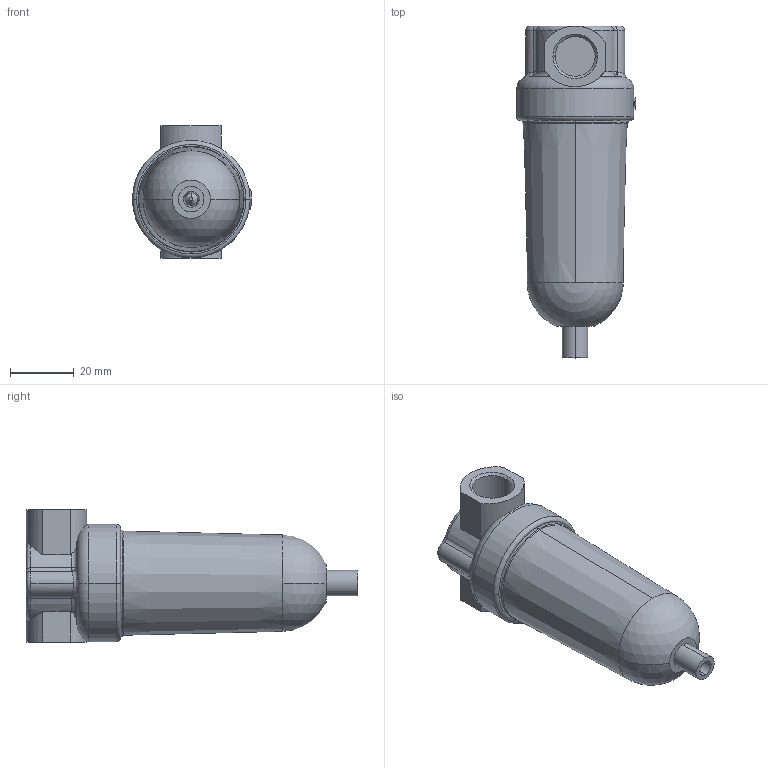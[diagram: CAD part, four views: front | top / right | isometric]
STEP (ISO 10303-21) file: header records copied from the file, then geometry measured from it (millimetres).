
FILE_DESCRIPTION (( 'STEP AP214' ), '1' );
FILE_NAME ('Norgren-F07-200-A3TA.step', '2019-03-02T20:07:26', ( '' ), ( '' ), 'SwSTEP 2.0', 'SolidWorks 2019', '' );
FILE_SCHEMA (( 'AUTOMOTIVE_DESIGN' ));
Length unit declared in the file: millimetre
Products named in the file (4): Norgren-F07-200-A3TA; Norgren-F07-200-A3TA_Body-Filter_1-4 NPT; Norgren-F07-200-A3TA_Valve-auto drain; Norgren-F07-200-A3TA_Bowl_Transparent
Assembly tree (3 placements, depth 2):
  Norgren-F07-200-A3TA
    Norgren-F07-200-A3TA_Body-Filter_1-4 NPT
    Norgren-F07-200-A3TA_Bowl_Transparent
    Norgren-F07-200-A3TA_Valve-auto drain
Bounding box: 37.33 x 104.03 x 41.5 mm (x, y, z)
Volume: 38293.1 mm3; surface area: 23403.1 mm2
Topology: 3 solids, 3 shells, 156 faces, 365 edges, 226 vertices
Faces by surface type: cylinder 49, plane 48, torus 25, cone 20, bspline 10, sphere 4
Entity records: 5227 total; most frequent: CARTESIAN_POINT 1531, DIRECTION 782, ORIENTED_EDGE 730, EDGE_CURVE 365, AXIS2_PLACEMENT_3D 330, VERTEX_POINT 226, CIRCLE 178, EDGE_LOOP 169
